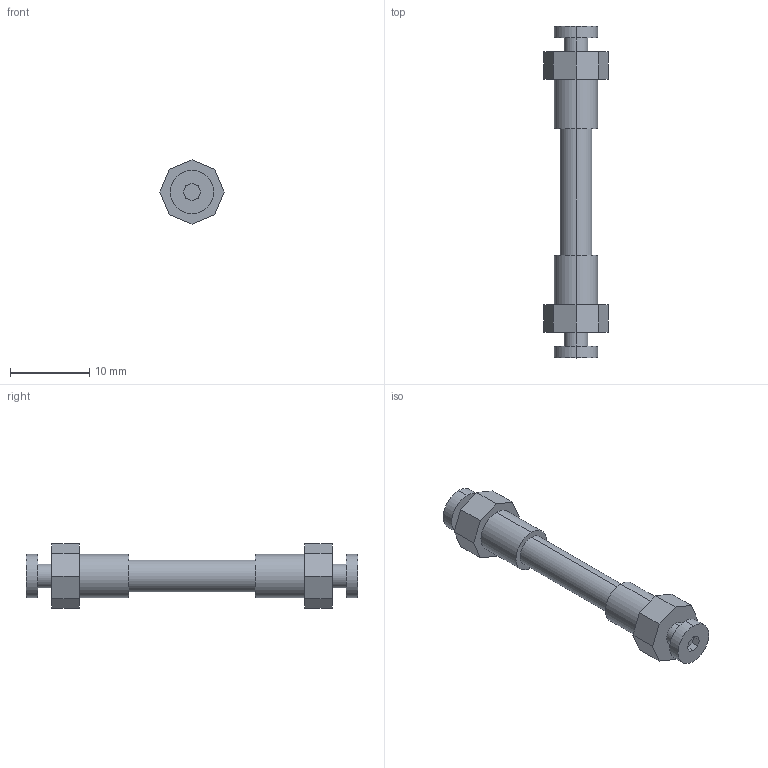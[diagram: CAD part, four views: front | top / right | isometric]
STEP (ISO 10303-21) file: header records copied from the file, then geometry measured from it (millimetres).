
FILE_DESCRIPTION (( 'STEP AP203' ), '1' );
FILE_NAME ('Tarot Hub Strut_Default_sldprt.STEP', '2017-11-29T20:50:50', ( '' ), ( '' ), 'SwSTEP 2.0', 'SolidWorks 2017', '' );
FILE_SCHEMA (( 'CONFIG_CONTROL_DESIGN' ));
Length unit declared in the file: millimetre
Products named in the file (1): Tarot Hub Strut_Default_sldprt
Bounding box: 8.12 x 42 x 8.12 mm (x, y, z)
Volume: 913.6 mm3; surface area: 917.1 mm2
Topology: 1 solids, 1 shells, 58 faces, 138 edges, 92 vertices
Faces by surface type: plane 44, cylinder 14
Entity records: 1747 total; most frequent: CARTESIAN_POINT 289, DIRECTION 284, ORIENTED_EDGE 276, EDGE_CURVE 138, LINE 110, VECTOR 110, VERTEX_POINT 92, AXIS2_PLACEMENT_3D 87
